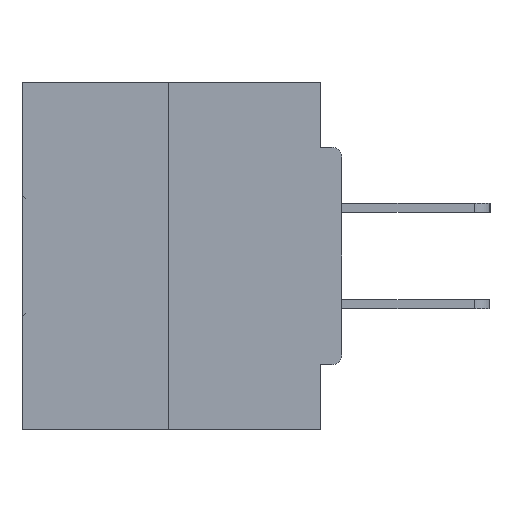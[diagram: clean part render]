
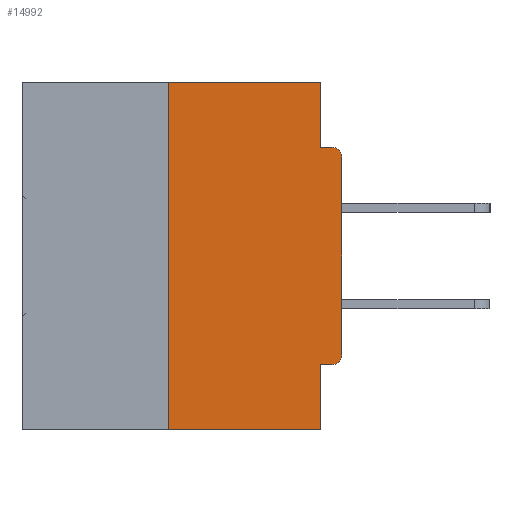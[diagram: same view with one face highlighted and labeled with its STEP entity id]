
A CAD part, left-side view. The second image highlights one B-rep face of the part: STEP entity #14992.
In plain terms, the highlighted planar face has unit normal (-1, 0, 0).
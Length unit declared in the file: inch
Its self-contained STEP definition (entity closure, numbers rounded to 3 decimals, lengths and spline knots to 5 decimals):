
#677 = CARTESIAN_POINT ( 'NONE',  ( 0., 0., -0.3915 ) ) ;
#1967 = EDGE_CURVE ( 'NONE', #17055, #36778, #19166, .T. ) ;
#4346 = DIRECTION ( 'NONE',  ( 0., 0., -1. ) ) ;
#4728 = EDGE_CURVE ( 'NONE', #30683, #10551, #12318, .T. ) ;
#5421 = VECTOR ( 'NONE', #14775, 39.37008 ) ;
#6107 = ORIENTED_EDGE ( 'NONE', *, *, #11283, .T. ) ;
#6799 = DIRECTION ( 'NONE',  ( 0., 0., 1. ) ) ;
#7068 = CARTESIAN_POINT ( 'NONE',  ( 0., 0.031, -0.4065 ) ) ;
#8302 = VECTOR ( 'NONE', #24764, 39.37008 ) ;
#8860 = CARTESIAN_POINT ( 'NONE',  ( 0., 0.25, 0. ) ) ;
#9173 = CIRCLE ( 'NONE', #11388, 0.015 ) ;
#10551 = VERTEX_POINT ( 'NONE', #25972 ) ;
#11063 = VECTOR ( 'NONE', #41371, 39.37008 ) ;
#11283 = EDGE_CURVE ( 'NONE', #22040, #31317, #15618, .T. ) ;
#11388 = AXIS2_PLACEMENT_3D ( 'NONE', #34560, #14893, #18439 ) ;
#11435 = VERTEX_POINT ( 'NONE', #17028 ) ;
#11459 = ORIENTED_EDGE ( 'NONE', *, *, #16652, .F. ) ;
#11484 = CARTESIAN_POINT ( 'NONE',  ( 0., 0., -0.4065 ) ) ;
#11598 = EDGE_CURVE ( 'NONE', #36778, #11435, #37751, .T. ) ;
#11650 = CARTESIAN_POINT ( 'NONE',  ( 0., 0.46, 0. ) ) ;
#12318 = LINE ( 'NONE', #30024, #35398 ) ;
#12569 = AXIS2_PLACEMENT_3D ( 'NONE', #27136, #30909, #27706 ) ;
#13014 = CARTESIAN_POINT ( 'NONE',  ( 0., 0.015, -0.0935 ) ) ;
#13210 = VERTEX_POINT ( 'NONE', #13014 ) ;
#13666 = DIRECTION ( 'NONE',  ( 0., 0., -1. ) ) ;
#14102 = PLANE ( 'NONE',  #12569 ) ;
#14440 = CARTESIAN_POINT ( 'NONE',  ( 0., 0., 0. ) ) ;
#14775 = DIRECTION ( 'NONE',  ( 0., -1., 0. ) ) ;
#14893 = DIRECTION ( 'NONE',  ( -1., 0., 0. ) ) ;
#14992 = ADVANCED_FACE ( 'NONE', ( #38178 ), #14102, .F. ) ;
#15618 = LINE ( 'NONE', #14440, #11063 ) ;
#16602 = VECTOR ( 'NONE', #6799, 39.37008 ) ;
#16631 = VECTOR ( 'NONE', #24375, 39.37008 ) ;
#16652 = EDGE_CURVE ( 'NONE', #22025, #13210, #33931, .T. ) ;
#16665 = ORIENTED_EDGE ( 'NONE', *, *, #18395, .T. ) ;
#16959 = LINE ( 'NONE', #11484, #8302 ) ;
#17028 = CARTESIAN_POINT ( 'NONE',  ( 0., 0.031, 0. ) ) ;
#17055 = VERTEX_POINT ( 'NONE', #20891 ) ;
#17110 = EDGE_LOOP ( 'NONE', ( #41570, #28318, #16665, #34393, #25631, #18417, #6107, #24756, #11459, #35551 ) ) ;
#17704 = LINE ( 'NONE', #18486, #16631 ) ;
#17867 = VERTEX_POINT ( 'NONE', #37073 ) ;
#17972 = AXIS2_PLACEMENT_3D ( 'NONE', #40304, #23629, #4346 ) ;
#18395 = EDGE_CURVE ( 'NONE', #17055, #10551, #17704, .T. ) ;
#18417 = ORIENTED_EDGE ( 'NONE', *, *, #39842, .T. ) ;
#18439 = DIRECTION ( 'NONE',  ( 0., 0., -1. ) ) ;
#18486 = CARTESIAN_POINT ( 'NONE',  ( 0., 0.46, -0.5 ) ) ;
#18543 = CARTESIAN_POINT ( 'NONE',  ( 0., 0.25, 0. ) ) ;
#19166 = LINE ( 'NONE', #18543, #16602 ) ;
#19735 = EDGE_CURVE ( 'NONE', #11435, #22025, #28325, .T. ) ;
#20063 = EDGE_CURVE ( 'NONE', #17867, #30683, #16959, .T. ) ;
#20891 = CARTESIAN_POINT ( 'NONE',  ( 0., 0.25, -0.5 ) ) ;
#21528 = CARTESIAN_POINT ( 'NONE',  ( 0., 0., -0.0935 ) ) ;
#21789 = EDGE_CURVE ( 'NONE', #31317, #13210, #9173, .T. ) ;
#22025 = VERTEX_POINT ( 'NONE', #33379 ) ;
#22040 = VERTEX_POINT ( 'NONE', #677 ) ;
#23629 = DIRECTION ( 'NONE',  ( -1., 0., 0. ) ) ;
#24375 = DIRECTION ( 'NONE',  ( 0., -1., 0. ) ) ;
#24756 = ORIENTED_EDGE ( 'NONE', *, *, #21789, .T. ) ;
#24764 = DIRECTION ( 'NONE',  ( 0., 1., 0. ) ) ;
#25631 = ORIENTED_EDGE ( 'NONE', *, *, #20063, .F. ) ;
#25732 = VECTOR ( 'NONE', #29511, 39.37008 ) ;
#25972 = CARTESIAN_POINT ( 'NONE',  ( 0., 0.031, -0.5 ) ) ;
#27136 = CARTESIAN_POINT ( 'NONE',  ( 0., 0.46, 0. ) ) ;
#27706 = DIRECTION ( 'NONE',  ( 0., 0., -1. ) ) ;
#28318 = ORIENTED_EDGE ( 'NONE', *, *, #1967, .F. ) ;
#28325 = LINE ( 'NONE', #39663, #25732 ) ;
#29511 = DIRECTION ( 'NONE',  ( 0., 0., -1. ) ) ;
#29870 = CIRCLE ( 'NONE', #17972, 0.015 ) ;
#30024 = CARTESIAN_POINT ( 'NONE',  ( 0., 0.031, -0.5 ) ) ;
#30683 = VERTEX_POINT ( 'NONE', #7068 ) ;
#30909 = DIRECTION ( 'NONE',  ( 1., 0., 0. ) ) ;
#31153 = CARTESIAN_POINT ( 'NONE',  ( 0., 0., -0.1085 ) ) ;
#31317 = VERTEX_POINT ( 'NONE', #31153 ) ;
#31882 = VECTOR ( 'NONE', #35167, 39.37008 ) ;
#33379 = CARTESIAN_POINT ( 'NONE',  ( 0., 0.031, -0.0935 ) ) ;
#33931 = LINE ( 'NONE', #21528, #31882 ) ;
#34393 = ORIENTED_EDGE ( 'NONE', *, *, #4728, .F. ) ;
#34560 = CARTESIAN_POINT ( 'NONE',  ( 0., 0.015, -0.1085 ) ) ;
#35167 = DIRECTION ( 'NONE',  ( 0., -1., 0. ) ) ;
#35398 = VECTOR ( 'NONE', #13666, 39.37008 ) ;
#35551 = ORIENTED_EDGE ( 'NONE', *, *, #19735, .F. ) ;
#36778 = VERTEX_POINT ( 'NONE', #8860 ) ;
#37073 = CARTESIAN_POINT ( 'NONE',  ( 0., 0.015, -0.4065 ) ) ;
#37751 = LINE ( 'NONE', #11650, #5421 ) ;
#38178 = FACE_OUTER_BOUND ( 'NONE', #17110, .T. ) ;
#39663 = CARTESIAN_POINT ( 'NONE',  ( 0., 0.031, 0. ) ) ;
#39842 = EDGE_CURVE ( 'NONE', #17867, #22040, #29870, .T. ) ;
#40304 = CARTESIAN_POINT ( 'NONE',  ( 0., 0.015, -0.3915 ) ) ;
#41371 = DIRECTION ( 'NONE',  ( 0., 0., 1. ) ) ;
#41570 = ORIENTED_EDGE ( 'NONE', *, *, #11598, .F. ) ;
